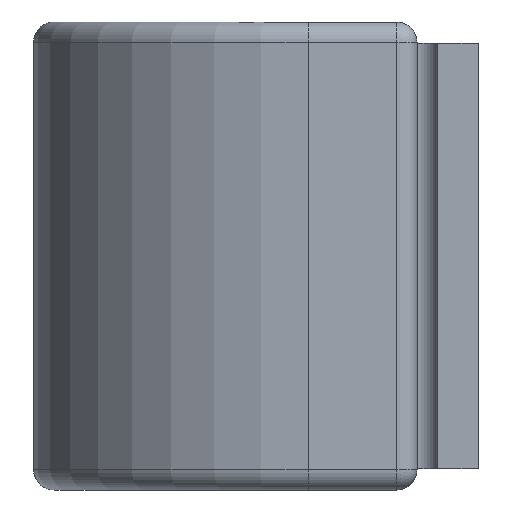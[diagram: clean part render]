
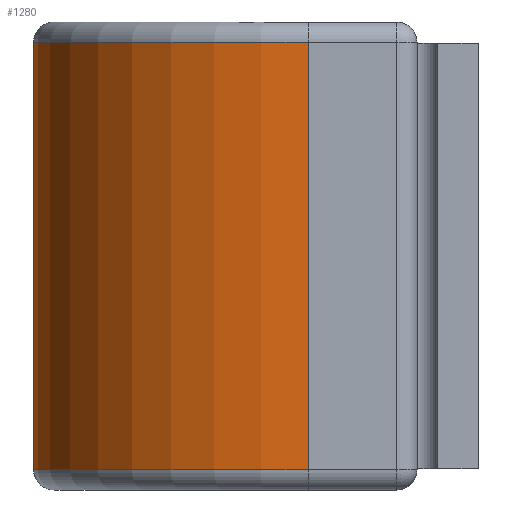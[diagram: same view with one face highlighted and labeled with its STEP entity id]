
A CAD part, left-side view. The second image highlights one B-rep face of the part: STEP entity #1280.
In plain terms, the highlighted cylindrical face has radius 10.249 mm (diameter 20.498 mm), a partial arc.
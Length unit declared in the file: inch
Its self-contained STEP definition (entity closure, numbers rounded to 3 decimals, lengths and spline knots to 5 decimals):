
#39 = CARTESIAN_POINT ( 'NONE',  ( 1.5905, 0.24975, -0.31375 ) ) ;
#136 = VERTEX_POINT ( 'NONE', #1979 ) ;
#144 = CYLINDRICAL_SURFACE ( 'NONE', #570, 0.4035 ) ;
#166 = DIRECTION ( 'NONE',  ( 0., 0., 1. ) ) ;
#189 = ORIENTED_EDGE ( 'NONE', *, *, #1059, .T. ) ;
#264 = ORIENTED_EDGE ( 'NONE', *, *, #1893, .F. ) ;
#388 = FACE_OUTER_BOUND ( 'NONE', #1310, .T. ) ;
#488 = DIRECTION ( 'NONE',  ( 1., 0., 0. ) ) ;
#531 = CARTESIAN_POINT ( 'NONE',  ( 1.187, 0.24975, 0.31375 ) ) ;
#556 = LINE ( 'NONE', #980, #1927 ) ;
#570 = AXIS2_PLACEMENT_3D ( 'NONE', #1714, #787, #488 ) ;
#671 = CARTESIAN_POINT ( 'NONE',  ( 0.7835, 0.24975, -0.31375 ) ) ;
#680 = DIRECTION ( 'NONE',  ( 0., 0., 1. ) ) ;
#691 = DIRECTION ( 'NONE',  ( 1., 0., 0. ) ) ;
#743 = VECTOR ( 'NONE', #166, 39.37008 ) ;
#755 = CIRCLE ( 'NONE', #1149, 0.4035 ) ;
#787 = DIRECTION ( 'NONE',  ( 0., 0., 1. ) ) ;
#790 = LINE ( 'NONE', #1084, #743 ) ;
#900 = ORIENTED_EDGE ( 'NONE', *, *, #1274, .T. ) ;
#980 = CARTESIAN_POINT ( 'NONE',  ( 1.5905, 0.24975, -0.31375 ) ) ;
#1038 = VERTEX_POINT ( 'NONE', #671 ) ;
#1059 = EDGE_CURVE ( 'NONE', #1349, #1038, #1939, .T. ) ;
#1084 = CARTESIAN_POINT ( 'NONE',  ( 0.7835, 0.24975, -0.31375 ) ) ;
#1149 = AXIS2_PLACEMENT_3D ( 'NONE', #531, #1616, #691 ) ;
#1209 = ORIENTED_EDGE ( 'NONE', *, *, #1741, .F. ) ;
#1274 = EDGE_CURVE ( 'NONE', #1038, #136, #790, .T. ) ;
#1276 = CARTESIAN_POINT ( 'NONE',  ( 1.5905, 0.24975, 0.31375 ) ) ;
#1280 = ADVANCED_FACE ( 'NONE', ( #388 ), #144, .T. ) ;
#1310 = EDGE_LOOP ( 'NONE', ( #1209, #189, #900, #264 ) ) ;
#1349 = VERTEX_POINT ( 'NONE', #39 ) ;
#1351 = VERTEX_POINT ( 'NONE', #1276 ) ;
#1610 = CARTESIAN_POINT ( 'NONE',  ( 1.187, 0.24975, -0.31375 ) ) ;
#1616 = DIRECTION ( 'NONE',  ( 0., 0., 1. ) ) ;
#1714 = CARTESIAN_POINT ( 'NONE',  ( 1.187, 0.24975, 0.3125 ) ) ;
#1741 = EDGE_CURVE ( 'NONE', #1349, #1351, #556, .T. ) ;
#1761 = DIRECTION ( 'NONE',  ( 1., 0., 0. ) ) ;
#1863 = AXIS2_PLACEMENT_3D ( 'NONE', #1610, #680, #1761 ) ;
#1893 = EDGE_CURVE ( 'NONE', #1351, #136, #755, .T. ) ;
#1898 = DIRECTION ( 'NONE',  ( 0., 0., 1. ) ) ;
#1927 = VECTOR ( 'NONE', #1898, 39.37008 ) ;
#1939 = CIRCLE ( 'NONE', #1863, 0.4035 ) ;
#1979 = CARTESIAN_POINT ( 'NONE',  ( 0.7835, 0.24975, 0.31375 ) ) ;
